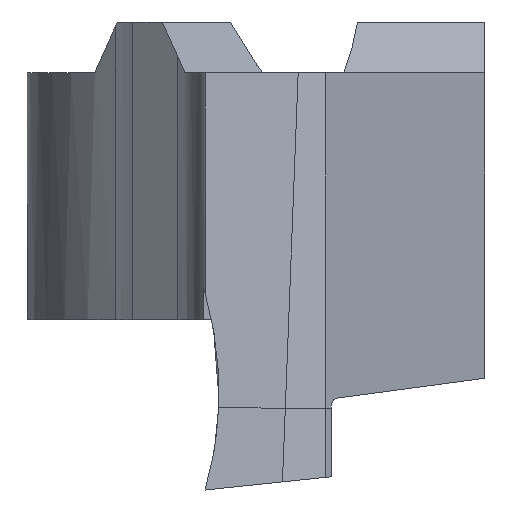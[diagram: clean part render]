
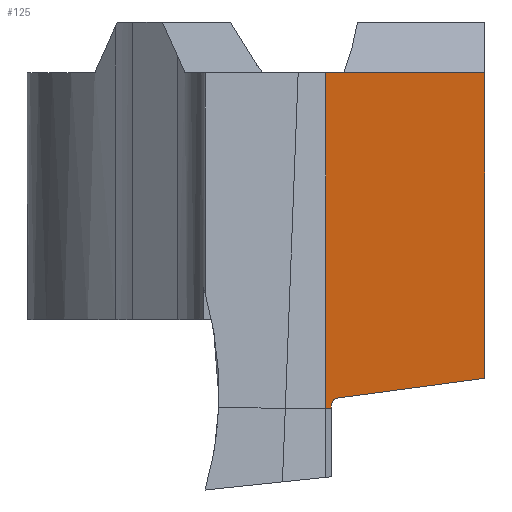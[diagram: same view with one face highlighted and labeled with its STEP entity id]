
A CAD part, left-side view. The second image highlights one B-rep face of the part: STEP entity #125.
In plain terms, the highlighted planar face has unit normal (-0.545, -0.839, 0).
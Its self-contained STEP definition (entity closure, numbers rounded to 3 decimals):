
#61=PLANE('',#1013);
#125=ADVANCED_FACE('',(#177),#61,.T.);
#177=FACE_OUTER_BOUND('',#227,.T.);
#227=EDGE_LOOP('',(#555,#556,#557,#558,#559,#560));
#258=LINE('',#1403,#326);
#281=LINE('',#1509,#349);
#293=LINE('',#1575,#361);
#296=LINE('',#1586,#364);
#297=LINE('',#1588,#365);
#326=VECTOR('',#1101,1.);
#349=VECTOR('',#1164,1.);
#361=VECTOR('',#1208,1.);
#364=VECTOR('',#1215,1.);
#365=VECTOR('',#1216,1.);
#555=ORIENTED_EDGE('',*,*,#831,.F.);
#556=ORIENTED_EDGE('',*,*,#740,.T.);
#557=ORIENTED_EDGE('',*,*,#827,.F.);
#558=ORIENTED_EDGE('',*,*,#762,.T.);
#559=ORIENTED_EDGE('',*,*,#803,.F.);
#560=ORIENTED_EDGE('',*,*,#832,.F.);
#652=VERTEX_POINT('',#1328);
#653=VERTEX_POINT('',#1329);
#672=VERTEX_POINT('',#1402);
#673=VERTEX_POINT('',#1404);
#699=VERTEX_POINT('',#1508);
#713=VERTEX_POINT('',#1587);
#740=EDGE_CURVE('',#652,#653,#899,.T.);
#762=EDGE_CURVE('',#673,#672,#258,.T.);
#803=EDGE_CURVE('',#699,#672,#281,.T.);
#827=EDGE_CURVE('',#673,#653,#293,.T.);
#831=EDGE_CURVE('',#652,#713,#296,.T.);
#832=EDGE_CURVE('',#713,#699,#297,.T.);
#899=(
BOUNDED_CURVE()
B_SPLINE_CURVE(3,(#1324,#1325,#1326,#1327),.UNSPECIFIED.,.F.,.F.)
B_SPLINE_CURVE_WITH_KNOTS((4,4),(0.,1.),.UNSPECIFIED.)
CURVE()
GEOMETRIC_REPRESENTATION_ITEM()
RATIONAL_B_SPLINE_CURVE((1.,0.825,0.825,1.))
REPRESENTATION_ITEM('')
);
#1013=AXIS2_PLACEMENT_3D('',#1589,#1217,#1218);
#1101=DIRECTION('',(0.,0.,1.));
#1164=DIRECTION('',(0.839,-0.545,0.));
#1208=DIRECTION('',(-0.836,0.543,-0.073));
#1215=DIRECTION('',(-0.839,0.545,0.002));
#1216=DIRECTION('',(0.,0.,1.));
#1217=DIRECTION('',(-0.545,-0.839,0.));
#1218=DIRECTION('',(0.839,-0.545,0.));
#1324=CARTESIAN_POINT('',(-8.158,-1.475,-6.694));
#1325=CARTESIAN_POINT('',(-8.158,-1.475,-6.585));
#1326=CARTESIAN_POINT('',(-8.086,-1.522,-6.505));
#1327=CARTESIAN_POINT('',(-7.981,-1.59,-6.496));
#1328=CARTESIAN_POINT('',(-8.158,-1.475,-6.694));
#1329=CARTESIAN_POINT('',(-7.981,-1.59,-6.496));
#1402=CARTESIAN_POINT('',(-3.5,-4.5,-0.1));
#1403=CARTESIAN_POINT('',(-3.5,-4.5,-8.4));
#1404=CARTESIAN_POINT('',(-3.5,-4.5,-6.104));
#1508=CARTESIAN_POINT('',(-8.32,-1.37,-0.1));
#1509=CARTESIAN_POINT('',(-8.32,-1.37,-0.1));
#1575=CARTESIAN_POINT('',(-8.435,-1.295,-6.535));
#1586=CARTESIAN_POINT('',(-8.316,-1.372,-6.694));
#1587=CARTESIAN_POINT('',(-8.32,-1.37,-6.694));
#1588=CARTESIAN_POINT('',(-8.32,-1.37,-8.4));
#1589=CARTESIAN_POINT('',(-8.32,-1.37,-8.4));
